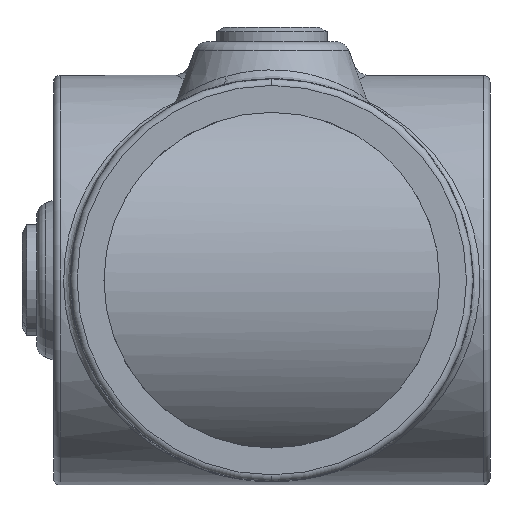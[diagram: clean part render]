
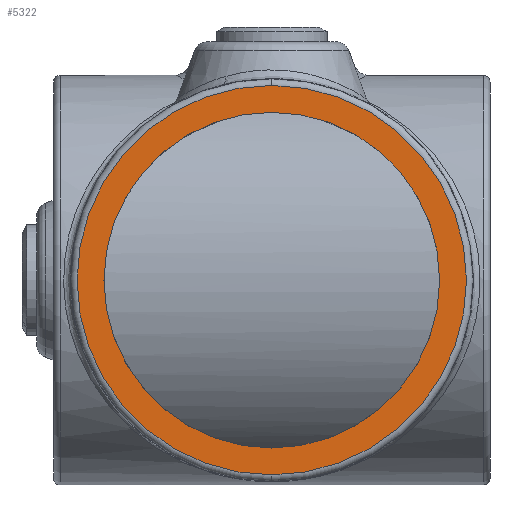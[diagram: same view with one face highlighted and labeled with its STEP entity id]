
A CAD part, front view. The second image highlights one B-rep face of the part: STEP entity #5322.
In plain terms, the highlighted planar face has unit normal (0, -1, 0).
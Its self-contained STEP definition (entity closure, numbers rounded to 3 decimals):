
#178 = CARTESIAN_POINT ( 'NONE',  ( 0., -68., 0. ) ) ;
#200 = CIRCLE ( 'NONE', #2190, 25. ) ;
#224 = ORIENTED_EDGE ( 'NONE', *, *, #2996, .T. ) ;
#254 = EDGE_CURVE ( 'NONE', #2915, #4802, #1903, .T. ) ;
#279 = CARTESIAN_POINT ( 'NONE',  ( 0., -68., -25. ) ) ;
#815 = CARTESIAN_POINT ( 'NONE',  ( 0., -68., 0. ) ) ;
#939 = CARTESIAN_POINT ( 'NONE',  ( 0., -68., -29. ) ) ;
#1045 = DIRECTION ( 'NONE',  ( 0., 1., 0. ) ) ;
#1158 = ORIENTED_EDGE ( 'NONE', *, *, #6036, .T. ) ;
#1212 = ORIENTED_EDGE ( 'NONE', *, *, #254, .T. ) ;
#1293 = DIRECTION ( 'NONE',  ( 0., 1., 0. ) ) ;
#1396 = AXIS2_PLACEMENT_3D ( 'NONE', #3599, #1045, #1582 ) ;
#1573 = EDGE_CURVE ( 'NONE', #5605, #1949, #200, .T. ) ;
#1582 = DIRECTION ( 'NONE',  ( 0., 0., 1. ) ) ;
#1903 = CIRCLE ( 'NONE', #2565, 29. ) ;
#1949 = VERTEX_POINT ( 'NONE', #279 ) ;
#2190 = AXIS2_PLACEMENT_3D ( 'NONE', #815, #4485, #3989 ) ;
#2473 = DIRECTION ( 'NONE',  ( 0., 0., 1. ) ) ;
#2565 = AXIS2_PLACEMENT_3D ( 'NONE', #3027, #3511, #2473 ) ;
#2621 = PLANE ( 'NONE',  #1396 ) ;
#2915 = VERTEX_POINT ( 'NONE', #5325 ) ;
#2996 = EDGE_CURVE ( 'NONE', #4802, #2915, #3854, .T. ) ;
#3027 = CARTESIAN_POINT ( 'NONE',  ( 0., -68., 0. ) ) ;
#3262 = CARTESIAN_POINT ( 'NONE',  ( 0., -68., 0. ) ) ;
#3285 = DIRECTION ( 'NONE',  ( 0., 0., 1. ) ) ;
#3418 = AXIS2_PLACEMENT_3D ( 'NONE', #3262, #4836, #3285 ) ;
#3472 = EDGE_LOOP ( 'NONE', ( #1158, #4468 ) ) ;
#3511 = DIRECTION ( 'NONE',  ( 0., -1., 0. ) ) ;
#3599 = CARTESIAN_POINT ( 'NONE',  ( 0., -68., 0. ) ) ;
#3823 = DIRECTION ( 'NONE',  ( 0., 0., 1. ) ) ;
#3854 = CIRCLE ( 'NONE', #3418, 29. ) ;
#3913 = AXIS2_PLACEMENT_3D ( 'NONE', #178, #1293, #3823 ) ;
#3989 = DIRECTION ( 'NONE',  ( 0., 0., 1. ) ) ;
#4468 = ORIENTED_EDGE ( 'NONE', *, *, #1573, .T. ) ;
#4485 = DIRECTION ( 'NONE',  ( 0., 1., 0. ) ) ;
#4802 = VERTEX_POINT ( 'NONE', #939 ) ;
#4836 = DIRECTION ( 'NONE',  ( 0., -1., 0. ) ) ;
#5094 = EDGE_LOOP ( 'NONE', ( #1212, #224 ) ) ;
#5103 = FACE_BOUND ( 'NONE', #3472, .T. ) ;
#5322 = ADVANCED_FACE ( 'NONE', ( #6531, #5103 ), #2621, .F. ) ;
#5325 = CARTESIAN_POINT ( 'NONE',  ( 0., -68., 29. ) ) ;
#5605 = VERTEX_POINT ( 'NONE', #6262 ) ;
#5609 = CIRCLE ( 'NONE', #3913, 25. ) ;
#6036 = EDGE_CURVE ( 'NONE', #1949, #5605, #5609, .T. ) ;
#6262 = CARTESIAN_POINT ( 'NONE',  ( 0., -68., 25. ) ) ;
#6531 = FACE_OUTER_BOUND ( 'NONE', #5094, .T. ) ;
